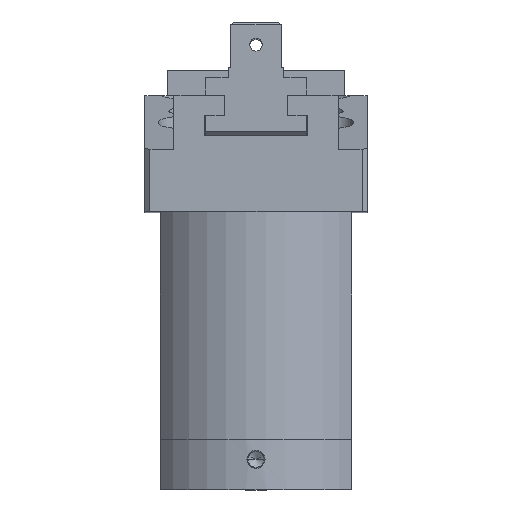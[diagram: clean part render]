
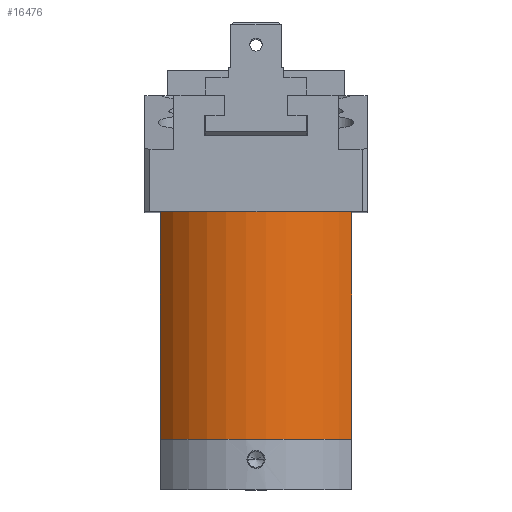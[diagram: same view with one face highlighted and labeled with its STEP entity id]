
A CAD part, top view. The second image highlights one B-rep face of the part: STEP entity #16476.
In plain terms, the highlighted cylindrical face has radius 47 mm (diameter 94 mm), a partial arc.
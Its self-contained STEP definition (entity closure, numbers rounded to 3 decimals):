
#122 = VECTOR ( 'NONE', #20278, 1000. ) ;
#445 = CIRCLE ( 'NONE', #26405, 47. ) ;
#815 = DIRECTION ( 'NONE',  ( 0., -1., 0. ) ) ;
#1146 = EDGE_CURVE ( 'NONE', #24857, #23794, #445, .T. ) ;
#2161 = CARTESIAN_POINT ( 'NONE',  ( 27.659, 0., 38. ) ) ;
#3084 = CIRCLE ( 'NONE', #3417, 47. ) ;
#3311 = LINE ( 'NONE', #11198, #8636 ) ;
#3417 = AXIS2_PLACEMENT_3D ( 'NONE', #7922, #23781, #10204 ) ;
#4611 = CARTESIAN_POINT ( 'NONE',  ( 27.659, 0., -38. ) ) ;
#6405 = CARTESIAN_POINT ( 'NONE',  ( 27.659, 119.5, 38. ) ) ;
#7172 = ORIENTED_EDGE ( 'NONE', *, *, #1146, .F. ) ;
#7922 = CARTESIAN_POINT ( 'NONE',  ( 0., 90., 0. ) ) ;
#8636 = VECTOR ( 'NONE', #18008, 1000. ) ;
#9181 = CARTESIAN_POINT ( 'NONE',  ( 0., 0., 0. ) ) ;
#9888 = ORIENTED_EDGE ( 'NONE', *, *, #15244, .F. ) ;
#10204 = DIRECTION ( 'NONE',  ( 0., 0., -1. ) ) ;
#11198 = CARTESIAN_POINT ( 'NONE',  ( 27.659, 119.5, -38. ) ) ;
#11470 = DIRECTION ( 'NONE',  ( 0., 0., -1. ) ) ;
#12168 = LINE ( 'NONE', #6405, #122 ) ;
#12287 = DIRECTION ( 'NONE',  ( 0., 0., -1. ) ) ;
#12414 = EDGE_CURVE ( 'NONE', #25631, #22981, #3084, .T. ) ;
#12466 = CYLINDRICAL_SURFACE ( 'NONE', #28559, 47. ) ;
#12662 = CARTESIAN_POINT ( 'NONE',  ( 27.659, 90., -38. ) ) ;
#15244 = EDGE_CURVE ( 'NONE', #25631, #24857, #3311, .T. ) ;
#15698 = EDGE_CURVE ( 'NONE', #22981, #23794, #12168, .T. ) ;
#16476 = ADVANCED_FACE ( 'NONE', ( #24548 ), #12466, .T. ) ;
#18008 = DIRECTION ( 'NONE',  ( 0., -1., 0. ) ) ;
#20278 = DIRECTION ( 'NONE',  ( 0., -1., 0. ) ) ;
#20279 = EDGE_LOOP ( 'NONE', ( #9888, #28734, #23789, #7172 ) ) ;
#22981 = VERTEX_POINT ( 'NONE', #25999 ) ;
#23781 = DIRECTION ( 'NONE',  ( 0., -1., 0. ) ) ;
#23789 = ORIENTED_EDGE ( 'NONE', *, *, #15698, .T. ) ;
#23794 = VERTEX_POINT ( 'NONE', #2161 ) ;
#24548 = FACE_OUTER_BOUND ( 'NONE', #20279, .T. ) ;
#24857 = VERTEX_POINT ( 'NONE', #4611 ) ;
#25051 = DIRECTION ( 'NONE',  ( 0., -1., 0. ) ) ;
#25631 = VERTEX_POINT ( 'NONE', #12662 ) ;
#25877 = CARTESIAN_POINT ( 'NONE',  ( 0., -4.682, 0. ) ) ;
#25999 = CARTESIAN_POINT ( 'NONE',  ( 27.659, 90., 38. ) ) ;
#26405 = AXIS2_PLACEMENT_3D ( 'NONE', #9181, #25051, #11470 ) ;
#28559 = AXIS2_PLACEMENT_3D ( 'NONE', #25877, #815, #12287 ) ;
#28734 = ORIENTED_EDGE ( 'NONE', *, *, #12414, .T. ) ;
